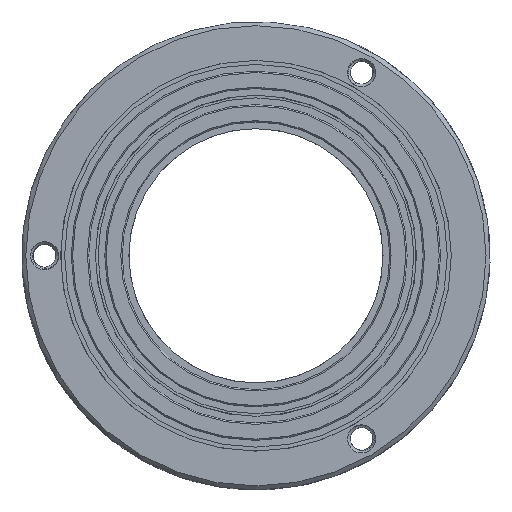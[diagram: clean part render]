
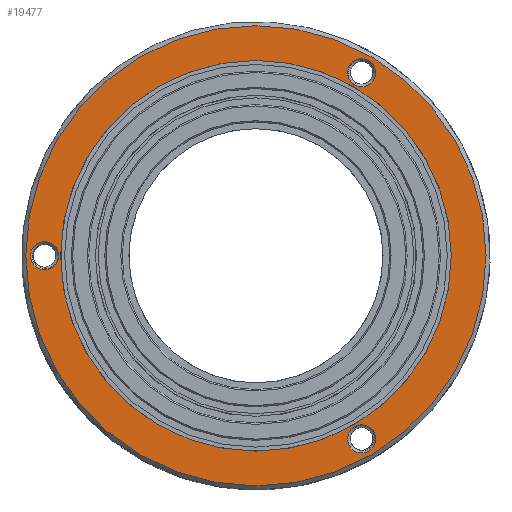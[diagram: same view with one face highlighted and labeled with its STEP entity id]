
A CAD part, left-side view. The second image highlights one B-rep face of the part: STEP entity #19477.
In plain terms, the highlighted planar face has unit normal (-1, 0, 0).
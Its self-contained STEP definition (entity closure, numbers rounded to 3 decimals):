
#146 = AXIS2_PLACEMENT_3D ( 'NONE', #12280, #3040, #8725 ) ;
#582 = CIRCLE ( 'NONE', #22382, 14.6 ) ;
#991 = ORIENTED_EDGE ( 'NONE', *, *, #1193, .T. ) ;
#1053 = AXIS2_PLACEMENT_3D ( 'NONE', #13913, #23363, #11976 ) ;
#1079 = CIRCLE ( 'NONE', #15224, 17.2 ) ;
#1193 = EDGE_CURVE ( 'NONE', #5212, #5212, #21159, .T. ) ;
#1340 = EDGE_CURVE ( 'NONE', #1438, #1438, #11054, .T. ) ;
#1438 = VERTEX_POINT ( 'NONE', #17015 ) ;
#2508 = EDGE_LOOP ( 'NONE', ( #22487 ) ) ;
#3040 = DIRECTION ( 'NONE',  ( 1., 0., 0. ) ) ;
#3065 = VERTEX_POINT ( 'NONE', #6985 ) ;
#3669 = DIRECTION ( 'NONE',  ( 1., 0., 0. ) ) ;
#3919 = FACE_BOUND ( 'NONE', #2508, .T. ) ;
#4747 = EDGE_LOOP ( 'NONE', ( #11556 ) ) ;
#5212 = VERTEX_POINT ( 'NONE', #18935 ) ;
#5828 = EDGE_CURVE ( 'NONE', #3065, #3065, #1079, .T. ) ;
#5931 = DIRECTION ( 'NONE',  ( 0., 0., -1. ) ) ;
#6073 = EDGE_LOOP ( 'NONE', ( #12051 ) ) ;
#6985 = CARTESIAN_POINT ( 'NONE',  ( 6.5, 0., -17.2 ) ) ;
#7960 = CARTESIAN_POINT ( 'NONE',  ( 6.5, 17.5, 0. ) ) ;
#7998 = DIRECTION ( 'NONE',  ( 0., 0., -1. ) ) ;
#8725 = DIRECTION ( 'NONE',  ( 0., 0., -1. ) ) ;
#11054 = CIRCLE ( 'NONE', #146, 1.05 ) ;
#11556 = ORIENTED_EDGE ( 'NONE', *, *, #14124, .F. ) ;
#11785 = CARTESIAN_POINT ( 'NONE',  ( 6.5, -7.9, 13.683 ) ) ;
#11976 = DIRECTION ( 'NONE',  ( 0., 0., -1. ) ) ;
#12051 = ORIENTED_EDGE ( 'NONE', *, *, #5828, .T. ) ;
#12280 = CARTESIAN_POINT ( 'NONE',  ( 6.5, -7.9, -13.683 ) ) ;
#12829 = CARTESIAN_POINT ( 'NONE',  ( 6.5, 0., 0. ) ) ;
#13180 = CARTESIAN_POINT ( 'NONE',  ( 6.5, 0., 14.6 ) ) ;
#13913 = CARTESIAN_POINT ( 'NONE',  ( 6.5, 15.8, 0. ) ) ;
#14124 = EDGE_CURVE ( 'NONE', #23155, #23155, #582, .T. ) ;
#14668 = EDGE_CURVE ( 'NONE', #22912, #22912, #19659, .T. ) ;
#15224 = AXIS2_PLACEMENT_3D ( 'NONE', #24051, #16779, #18461 ) ;
#15457 = FACE_OUTER_BOUND ( 'NONE', #6073, .T. ) ;
#15579 = FACE_BOUND ( 'NONE', #17177, .T. ) ;
#16779 = DIRECTION ( 'NONE',  ( -1., 0., 0. ) ) ;
#17015 = CARTESIAN_POINT ( 'NONE',  ( 6.5, -7.9, -14.733 ) ) ;
#17177 = EDGE_LOOP ( 'NONE', ( #22608 ) ) ;
#17376 = FACE_BOUND ( 'NONE', #22507, .T. ) ;
#17844 = AXIS2_PLACEMENT_3D ( 'NONE', #7960, #3669, #5931 ) ;
#18461 = DIRECTION ( 'NONE',  ( 0., 0., -1. ) ) ;
#18935 = CARTESIAN_POINT ( 'NONE',  ( 6.5, -7.9, 12.633 ) ) ;
#19435 = DIRECTION ( 'NONE',  ( 1., 0., 0. ) ) ;
#19477 = ADVANCED_FACE ( 'NONE', ( #15457, #3919, #17376, #15579, #23012 ), #23252, .F. ) ;
#19539 = CARTESIAN_POINT ( 'NONE',  ( 6.5, 15.8, -1.05 ) ) ;
#19659 = CIRCLE ( 'NONE', #1053, 1.05 ) ;
#20562 = DIRECTION ( 'NONE',  ( -1., 0., 0. ) ) ;
#21159 = CIRCLE ( 'NONE', #23542, 1.05 ) ;
#22382 = AXIS2_PLACEMENT_3D ( 'NONE', #12829, #20562, #24412 ) ;
#22487 = ORIENTED_EDGE ( 'NONE', *, *, #1340, .T. ) ;
#22507 = EDGE_LOOP ( 'NONE', ( #991 ) ) ;
#22608 = ORIENTED_EDGE ( 'NONE', *, *, #14668, .T. ) ;
#22912 = VERTEX_POINT ( 'NONE', #19539 ) ;
#23012 = FACE_BOUND ( 'NONE', #4747, .T. ) ;
#23155 = VERTEX_POINT ( 'NONE', #13180 ) ;
#23252 = PLANE ( 'NONE',  #17844 ) ;
#23363 = DIRECTION ( 'NONE',  ( 1., 0., 0. ) ) ;
#23542 = AXIS2_PLACEMENT_3D ( 'NONE', #11785, #19435, #7998 ) ;
#24051 = CARTESIAN_POINT ( 'NONE',  ( 6.5, 0., 0. ) ) ;
#24412 = DIRECTION ( 'NONE',  ( 0., 0., 1. ) ) ;
